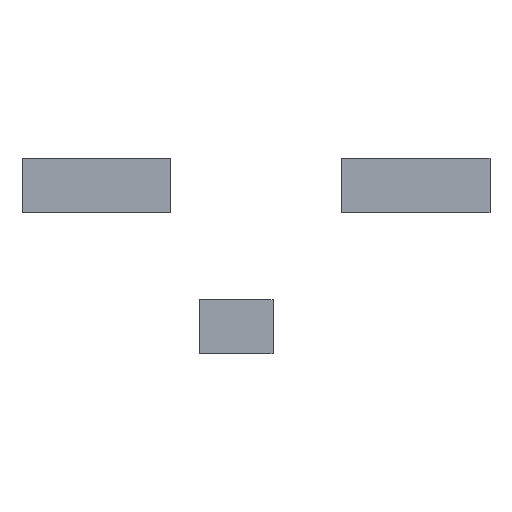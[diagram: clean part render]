
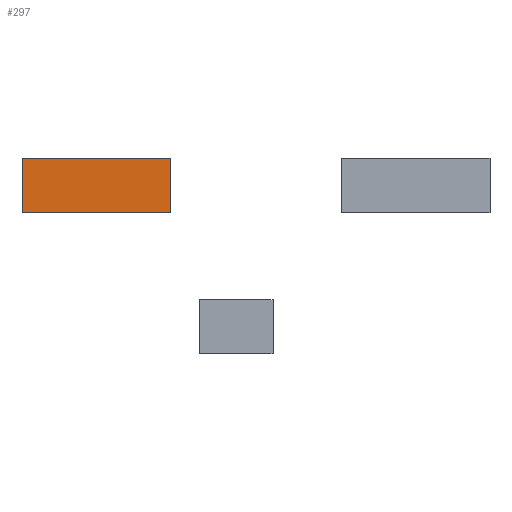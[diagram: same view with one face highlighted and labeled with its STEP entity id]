
A CAD part, top view. The second image highlights one B-rep face of the part: STEP entity #297.
In plain terms, the highlighted planar face has unit normal (0, 0, 1).
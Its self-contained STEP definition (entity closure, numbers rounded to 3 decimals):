
#39=FACE_OUTER_BOUND('',#57,.T.);
#57=EDGE_LOOP('',(#219,#220,#221,#222));
#73=LINE('',#468,#109);
#76=LINE('',#474,#112);
#79=LINE('',#480,#115);
#82=LINE('',#484,#118);
#109=VECTOR('',#381,10.);
#112=VECTOR('',#386,10.);
#115=VECTOR('',#391,10.);
#118=VECTOR('',#396,10.);
#145=VERTEX_POINT('',#465);
#146=VERTEX_POINT('',#467);
#148=VERTEX_POINT('',#473);
#150=VERTEX_POINT('',#479);
#169=EDGE_CURVE('',#146,#145,#73,.T.);
#172=EDGE_CURVE('',#148,#146,#76,.T.);
#175=EDGE_CURVE('',#150,#148,#79,.T.);
#178=EDGE_CURVE('',#145,#150,#82,.T.);
#219=ORIENTED_EDGE('',*,*,#178,.T.);
#220=ORIENTED_EDGE('',*,*,#175,.T.);
#221=ORIENTED_EDGE('',*,*,#172,.T.);
#222=ORIENTED_EDGE('',*,*,#169,.T.);
#279=PLANE('',#354);
#297=ADVANCED_FACE('',(#39),#279,.T.);
#354=AXIS2_PLACEMENT_3D('',#485,#397,#398);
#381=DIRECTION('',(0.,-1.,0.));
#386=DIRECTION('',(-1.,0.,0.));
#391=DIRECTION('',(0.,1.,0.));
#396=DIRECTION('',(1.,0.,0.));
#397=DIRECTION('center_axis',(0.,0.,1.));
#398=DIRECTION('ref_axis',(1.,0.,0.));
#465=CARTESIAN_POINT('',(-30.,7.375,2.));
#467=CARTESIAN_POINT('',(-30.,15.,2.));
#468=CARTESIAN_POINT('',(-30.,7.375,2.));
#473=CARTESIAN_POINT('',(-9.1,15.,2.));
#474=CARTESIAN_POINT('',(-30.,15.,2.));
#479=CARTESIAN_POINT('',(-9.1,7.375,2.));
#480=CARTESIAN_POINT('',(-9.1,15.,2.));
#484=CARTESIAN_POINT('',(-9.1,7.375,2.));
#485=CARTESIAN_POINT('Origin',(-19.55,11.188,2.));
